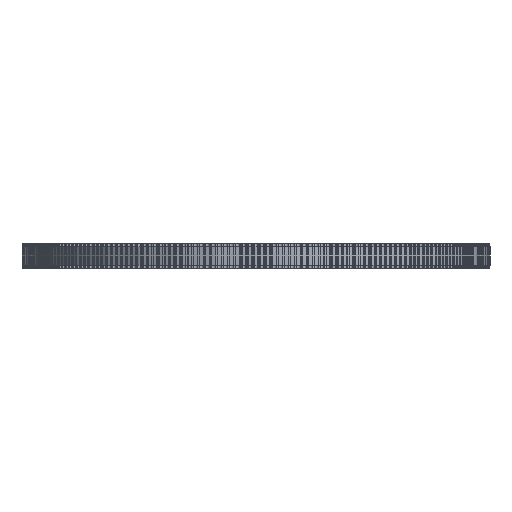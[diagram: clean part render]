
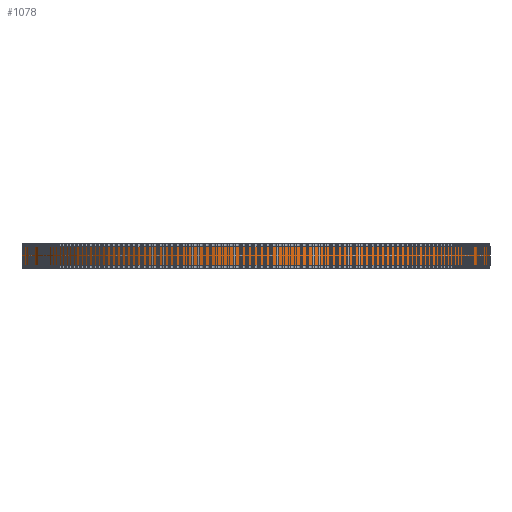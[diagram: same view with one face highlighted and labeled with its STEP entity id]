
A CAD part, front view. The second image highlights one B-rep face of the part: STEP entity #1078.
In plain terms, the highlighted cylindrical face has radius 76.076 mm (diameter 152.152 mm), a full revolution.
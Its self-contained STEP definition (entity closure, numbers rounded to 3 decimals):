
#97=FACE_BOUND('',#3952,.T.);
#98=FACE_BOUND('',#3953,.T.);
#1078=ADVANCED_FACE('',(#97,#98),#2035,.T.);
#2035=CYLINDRICAL_SURFACE('',#21175,76.076);
#3952=EDGE_LOOP('',(#11602));
#3953=EDGE_LOOP('',(#11603));
#11602=ORIENTED_EDGE('',*,*,#16386,.T.);
#11603=ORIENTED_EDGE('',*,*,#16387,.T.);
#13516=VERTEX_POINT('',#33620);
#13517=VERTEX_POINT('',#33622);
#16386=EDGE_CURVE('',#13516,#13516,#18300,.T.);
#16387=EDGE_CURVE('',#13517,#13517,#18301,.T.);
#18300=CIRCLE('',#21173,76.076);
#18301=CIRCLE('',#21174,76.076);
#21173=AXIS2_PLACEMENT_3D('',#33619,#27874,#27875);
#21174=AXIS2_PLACEMENT_3D('',#33621,#27876,#27877);
#21175=AXIS2_PLACEMENT_3D('',#33623,#27878,#27879);
#27874=DIRECTION('',(0.,0.,1.));
#27875=DIRECTION('',(1.,0.,0.));
#27876=DIRECTION('',(0.,0.,-1.));
#27877=DIRECTION('',(1.,0.,0.));
#27878=DIRECTION('',(0.,0.,1.));
#27879=DIRECTION('',(1.,0.,0.));
#33619=CARTESIAN_POINT('',(0.,0.,1.));
#33620=CARTESIAN_POINT('',(76.076,0.,1.));
#33621=CARTESIAN_POINT('',(0.,0.,7.));
#33622=CARTESIAN_POINT('',(76.076,0.,7.));
#33623=CARTESIAN_POINT('',(0.,0.,1.));
